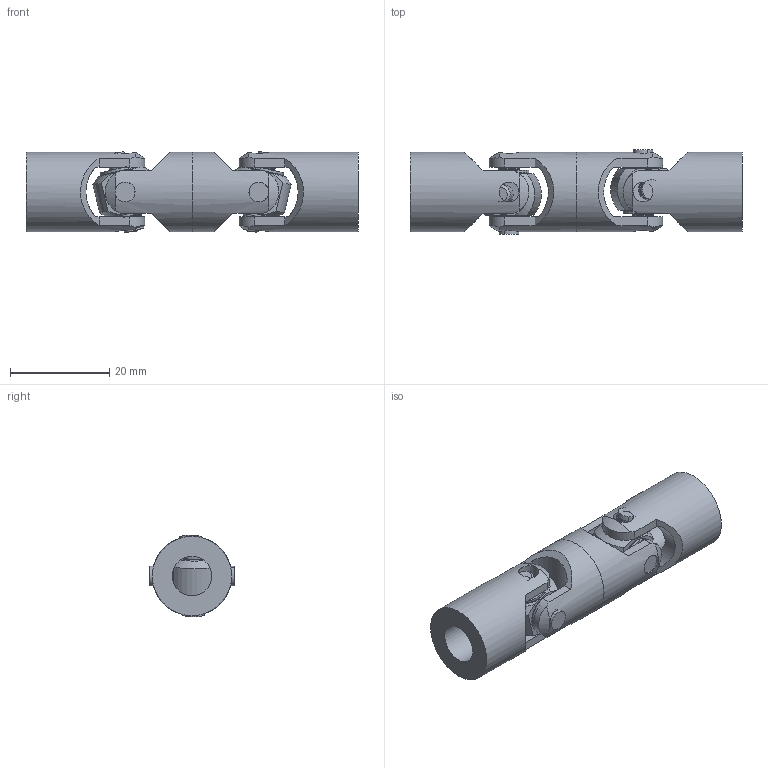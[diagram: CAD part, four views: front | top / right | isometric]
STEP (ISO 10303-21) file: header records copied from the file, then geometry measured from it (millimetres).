
FILE_DESCRIPTION(/* description */ ('Alibre Inc.'),/* implementation_level */ '2;1');
FILE_NAME(/* name */ 'export0',/* time_stamp */ '2012-08-13T11:12:03+02:00',/* author */ (''),/* organization */ (''),/* preprocessor_version */ 'ST-DEVELOPER v12',/* originating_system */ 'Alibre',/* authorisation */ '');
FILE_SCHEMA (('CONFIG_CONTROL_DESIGN'));
Length unit declared in the file: millimetre
Products named in the file (5): ID_1
Bounding box: 67 x 17.01 x 16.49 mm (x, y, z)
Volume: 9877.8 mm3; surface area: 8339.9 mm2
Topology: 20 solids, 20 shells, 830 faces, 1984 edges, 1310 vertices
Faces by surface type: plane 560, cylinder 226, cone 44
Full cylindrical faces by diameter (mm): 4 x8, 8 x2, 16 x4
Entity records: 13486 total; most frequent: CARTESIAN_POINT 2972, ORIENTED_EDGE 2050, DIRECTION 1897, EDGE_CURVE 1025, AXIS2_PLACEMENT_3D 793, VERTEX_POINT 681, VECTOR 594, LINE 594
